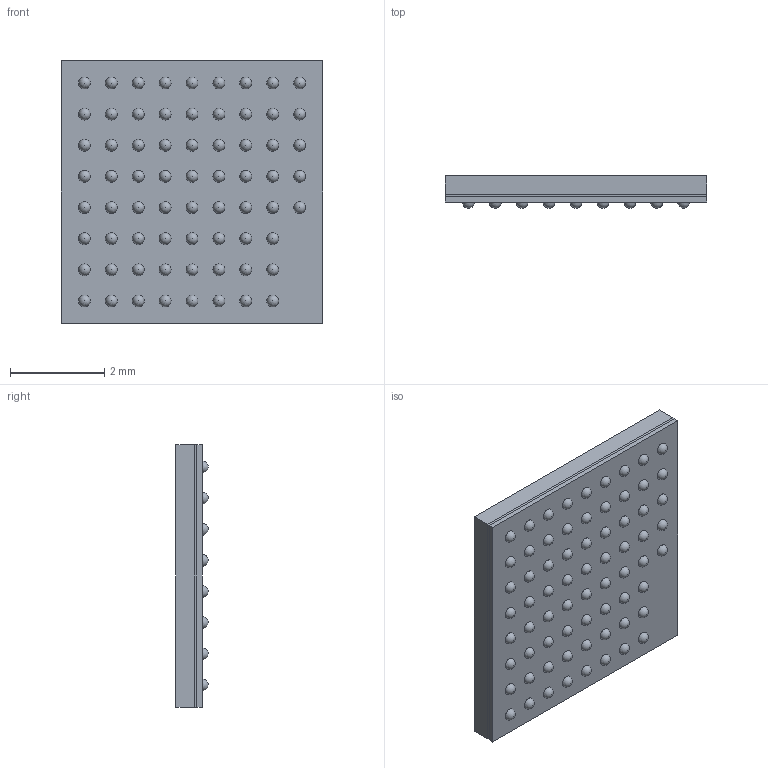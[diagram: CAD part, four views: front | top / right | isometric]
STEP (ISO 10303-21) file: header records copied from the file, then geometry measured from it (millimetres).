
FILE_DESCRIPTION(/* description */ ('Standard Part File'),/* implementation_level */ '2;1');
FILE_NAME(/* name */ 'AR0144.stp',/* time_stamp */ '2020-12-16T12:36:21+00:00',/* author */ ('Angus'),/* organization */ (''),/* preprocessor_version */ 'ST-DEVELOPER v17.2',/* originating_system */ 'Autodesk Inventor 2019',/* authorisation */ '');
FILE_SCHEMA (('AUTOMOTIVE_DESIGN { 1 0 10303 214 3 1 1 }'));
Length unit declared in the file: millimetre
Products named in the file (1): Part1
Bounding box: 5.54 x 0.69 x 5.57 mm (x, y, z)
Volume: 17.6 mm3; surface area: 201 mm2
Topology: 3 solids, 3 shells, 88 faces, 251 edges, 174 vertices
Faces by surface type: sphere 69, plane 19
Entity records: 2753 total; most frequent: DIRECTION 494, CARTESIAN_POINT 441, ORIENTED_EDGE 356, AXIS2_PLACEMENT_3D 227, EDGE_CURVE 178, VERTEX_POINT 166, EDGE_LOOP 158, CIRCLE 138
